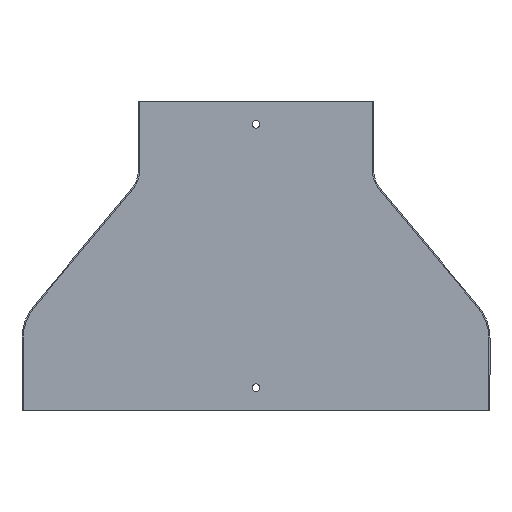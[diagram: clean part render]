
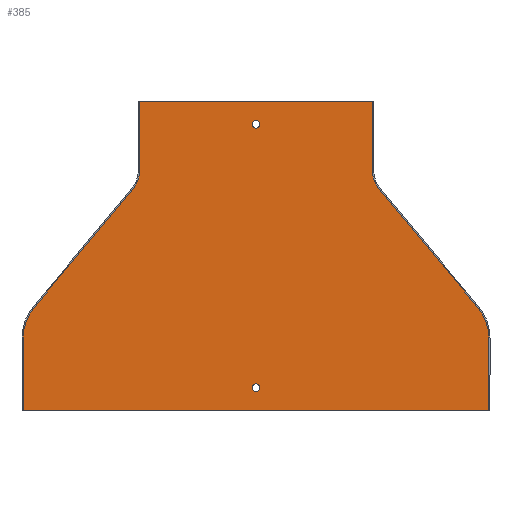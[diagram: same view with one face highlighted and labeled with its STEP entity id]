
A CAD part, front view. The second image highlights one B-rep face of the part: STEP entity #385.
In plain terms, the highlighted planar face has unit normal (0, -1, 0).
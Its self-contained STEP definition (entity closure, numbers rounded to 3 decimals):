
#8 = FACE_BOUND ( 'NONE', #736, .T. ) ;
#14 = FACE_BOUND ( 'NONE', #141, .T. ) ;
#16 = FACE_OUTER_BOUND ( 'NONE', #737, .T. ) ;
#34 = VECTOR ( 'NONE', #649, 1000. ) ;
#35 = CIRCLE ( 'NONE', #921, 18.8 ) ;
#36 = VECTOR ( 'NONE', #488, 1000. ) ;
#37 = LINE ( 'NONE', #534, #34 ) ;
#38 = LINE ( 'NONE', #672, #36 ) ;
#39 = VECTOR ( 'NONE', #651, 1000. ) ;
#40 = CIRCLE ( 'NONE', #920, 18.8 ) ;
#41 = LINE ( 'NONE', #652, #39 ) ;
#42 = VECTOR ( 'NONE', #673, 1000. ) ;
#43 = CIRCLE ( 'NONE', #919, 31.2 ) ;
#44 = VECTOR ( 'NONE', #705, 1000. ) ;
#45 = LINE ( 'NONE', #674, #42 ) ;
#46 = LINE ( 'NONE', #540, #44 ) ;
#48 = CIRCLE ( 'NONE', #918, 31.2 ) ;
#66 = CIRCLE ( 'NONE', #916, 2.5 ) ;
#79 = VECTOR ( 'NONE', #675, 1000. ) ;
#82 = CIRCLE ( 'NONE', #910, 2.5 ) ;
#88 = LINE ( 'NONE', #662, #79 ) ;
#95 = VECTOR ( 'NONE', #642, 1000. ) ;
#98 = LINE ( 'NONE', #645, #95 ) ;
#141 = EDGE_LOOP ( 'NONE', ( #256 ) ) ;
#160 = VERTEX_POINT ( 'NONE', #237 ) ;
#193 = VECTOR ( 'NONE', #434, 1000. ) ;
#196 = LINE ( 'NONE', #418, #193 ) ;
#217 = VERTEX_POINT ( 'NONE', #233 ) ;
#233 = CARTESIAN_POINT ( 'NONE',  ( 0., 0., -12.5 ) ) ;
#237 = CARTESIAN_POINT ( 'NONE',  ( 0., 0., -182.5 ) ) ;
#245 = ORIENTED_EDGE ( 'NONE', *, *, #328, .T. ) ;
#250 = ORIENTED_EDGE ( 'NONE', *, *, #308, .T. ) ;
#256 = ORIENTED_EDGE ( 'NONE', *, *, #319, .T. ) ;
#259 = ORIENTED_EDGE ( 'NONE', *, *, #332, .T. ) ;
#278 = ORIENTED_EDGE ( 'NONE', *, *, #898, .F. ) ;
#279 = ORIENTED_EDGE ( 'NONE', *, *, #299, .F. ) ;
#280 = ORIENTED_EDGE ( 'NONE', *, *, #333, .T. ) ;
#285 = ORIENTED_EDGE ( 'NONE', *, *, #307, .T. ) ;
#286 = ORIENTED_EDGE ( 'NONE', *, *, #331, .T. ) ;
#287 = ORIENTED_EDGE ( 'NONE', *, *, #336, .T. ) ;
#289 = ORIENTED_EDGE ( 'NONE', *, *, #330, .T. ) ;
#293 = ORIENTED_EDGE ( 'NONE', *, *, #329, .T. ) ;
#294 = ORIENTED_EDGE ( 'NONE', *, *, #334, .T. ) ;
#296 = ORIENTED_EDGE ( 'NONE', *, *, #335, .T. ) ;
#299 = EDGE_CURVE ( 'NONE', #744, #786, #98, .T. ) ;
#307 = EDGE_CURVE ( 'NONE', #750, #758, #88, .T. ) ;
#308 = EDGE_CURVE ( 'NONE', #160, #160, #82, .T. ) ;
#319 = EDGE_CURVE ( 'NONE', #217, #217, #66, .T. ) ;
#328 = EDGE_CURVE ( 'NONE', #757, #750, #48, .T. ) ;
#329 = EDGE_CURVE ( 'NONE', #766, #757, #46, .T. ) ;
#330 = EDGE_CURVE ( 'NONE', #752, #765, #45, .T. ) ;
#331 = EDGE_CURVE ( 'NONE', #753, #752, #43, .T. ) ;
#332 = EDGE_CURVE ( 'NONE', #754, #753, #41, .T. ) ;
#333 = EDGE_CURVE ( 'NONE', #762, #754, #40, .T. ) ;
#334 = EDGE_CURVE ( 'NONE', #744, #762, #38, .T. ) ;
#335 = EDGE_CURVE ( 'NONE', #764, #786, #37, .T. ) ;
#336 = EDGE_CURVE ( 'NONE', #758, #764, #35, .T. ) ;
#385 = ADVANCED_FACE ( 'NONE', ( #14, #8, #16 ), #628, .F. ) ;
#418 = CARTESIAN_POINT ( 'NONE',  ( -151., 0., -200. ) ) ;
#434 = DIRECTION ( 'NONE',  ( -1., 0., 0. ) ) ;
#441 = CARTESIAN_POINT ( 'NONE',  ( 142.969, 0., -132.991 ) ) ;
#445 = CARTESIAN_POINT ( 'NONE',  ( -75.2, 0., 0. ) ) ;
#448 = DIRECTION ( 'NONE',  ( 0., 0., 1. ) ) ;
#455 = CARTESIAN_POINT ( 'NONE',  ( -142.969, 0., -132.991 ) ) ;
#456 = CARTESIAN_POINT ( 'NONE',  ( -79.557, 0., -56.898 ) ) ;
#458 = CARTESIAN_POINT ( 'NONE',  ( -150.2, 0., -152.965 ) ) ;
#460 = CARTESIAN_POINT ( 'NONE',  ( 150.2, 0., -152.965 ) ) ;
#465 = CARTESIAN_POINT ( 'NONE',  ( 79.557, 0., -56.898 ) ) ;
#466 = CARTESIAN_POINT ( 'NONE',  ( -75.2, 0., -44.863 ) ) ;
#469 = CARTESIAN_POINT ( 'NONE',  ( -150.2, 0., -200. ) ) ;
#470 = CARTESIAN_POINT ( 'NONE',  ( 150.2, 0., -200. ) ) ;
#471 = CARTESIAN_POINT ( 'NONE',  ( 75.2, 0., -44.863 ) ) ;
#485 = CARTESIAN_POINT ( 'NONE',  ( -94., 0., -44.863 ) ) ;
#488 = DIRECTION ( 'NONE',  ( 0., 0., -1. ) ) ;
#490 = DIRECTION ( 'NONE',  ( 0., -1., 0. ) ) ;
#496 = DIRECTION ( 'NONE',  ( 0., 1., 0. ) ) ;
#504 = CARTESIAN_POINT ( 'NONE',  ( -119., 0., -152.965 ) ) ;
#505 = DIRECTION ( 'NONE',  ( 0., -1., 0. ) ) ;
#507 = DIRECTION ( 'NONE',  ( 0., 0., 1. ) ) ;
#534 = CARTESIAN_POINT ( 'NONE',  ( 75.2, 0., -44.863 ) ) ;
#540 = CARTESIAN_POINT ( 'NONE',  ( 150.2, 0., -44.863 ) ) ;
#546 = DIRECTION ( 'NONE',  ( 0., 0., 1. ) ) ;
#547 = DIRECTION ( 'NONE',  ( 0., 1., 0. ) ) ;
#561 = CARTESIAN_POINT ( 'NONE',  ( 0., 0., -15. ) ) ;
#613 = DIRECTION ( 'NONE',  ( 0., 0., 1. ) ) ;
#617 = DIRECTION ( 'NONE',  ( 0., 0., 1. ) ) ;
#618 = DIRECTION ( 'NONE',  ( 0., 1., 0. ) ) ;
#626 = DIRECTION ( 'NONE',  ( 0., 0., 1. ) ) ;
#628 = PLANE ( 'NONE',  #935 ) ;
#630 = CARTESIAN_POINT ( 'NONE',  ( -94., 0., -44.863 ) ) ;
#642 = DIRECTION ( 'NONE',  ( 1., 0., 0. ) ) ;
#645 = CARTESIAN_POINT ( 'NONE',  ( -76., 0., 0. ) ) ;
#646 = CARTESIAN_POINT ( 'NONE',  ( 94., 0., -44.863 ) ) ;
#649 = DIRECTION ( 'NONE',  ( 0., 0., 1. ) ) ;
#651 = DIRECTION ( 'NONE',  ( -0.64, 0., -0.768 ) ) ;
#652 = CARTESIAN_POINT ( 'NONE',  ( -79.557, 0., -56.898 ) ) ;
#656 = DIRECTION ( 'NONE',  ( 0., 1., 0. ) ) ;
#662 = CARTESIAN_POINT ( 'NONE',  ( 2.508, 0., 35.561 ) ) ;
#663 = CARTESIAN_POINT ( 'NONE',  ( 119., 0., -152.965 ) ) ;
#671 = DIRECTION ( 'NONE',  ( 0., 0., 1. ) ) ;
#672 = CARTESIAN_POINT ( 'NONE',  ( -75.2, 0., -44.863 ) ) ;
#673 = DIRECTION ( 'NONE',  ( 0., 0., -1. ) ) ;
#674 = CARTESIAN_POINT ( 'NONE',  ( -150.2, 0., -44.863 ) ) ;
#675 = DIRECTION ( 'NONE',  ( -0.64, 0., 0.768 ) ) ;
#682 = DIRECTION ( 'NONE',  ( 0., 1., 0. ) ) ;
#683 = CARTESIAN_POINT ( 'NONE',  ( 0., 0., -185. ) ) ;
#694 = CARTESIAN_POINT ( 'NONE',  ( 75.2, 0., 0. ) ) ;
#705 = DIRECTION ( 'NONE',  ( 0., 0., 1. ) ) ;
#736 = EDGE_LOOP ( 'NONE', ( #250 ) ) ;
#737 = EDGE_LOOP ( 'NONE', ( #287, #296, #279, #294, #280, #259, #286, #289, #278, #293, #245, #285 ) ) ;
#744 = VERTEX_POINT ( 'NONE', #445 ) ;
#750 = VERTEX_POINT ( 'NONE', #441 ) ;
#752 = VERTEX_POINT ( 'NONE', #458 ) ;
#753 = VERTEX_POINT ( 'NONE', #455 ) ;
#754 = VERTEX_POINT ( 'NONE', #456 ) ;
#757 = VERTEX_POINT ( 'NONE', #460 ) ;
#758 = VERTEX_POINT ( 'NONE', #465 ) ;
#762 = VERTEX_POINT ( 'NONE', #466 ) ;
#764 = VERTEX_POINT ( 'NONE', #471 ) ;
#765 = VERTEX_POINT ( 'NONE', #469 ) ;
#766 = VERTEX_POINT ( 'NONE', #470 ) ;
#786 = VERTEX_POINT ( 'NONE', #694 ) ;
#898 = EDGE_CURVE ( 'NONE', #766, #765, #196, .T. ) ;
#910 = AXIS2_PLACEMENT_3D ( 'NONE', #683, #682, #448 ) ;
#916 = AXIS2_PLACEMENT_3D ( 'NONE', #561, #547, #546 ) ;
#918 = AXIS2_PLACEMENT_3D ( 'NONE', #663, #490, #507 ) ;
#919 = AXIS2_PLACEMENT_3D ( 'NONE', #504, #505, #671 ) ;
#920 = AXIS2_PLACEMENT_3D ( 'NONE', #485, #496, #613 ) ;
#921 = AXIS2_PLACEMENT_3D ( 'NONE', #646, #618, #617 ) ;
#935 = AXIS2_PLACEMENT_3D ( 'NONE', #630, #656, #626 ) ;
